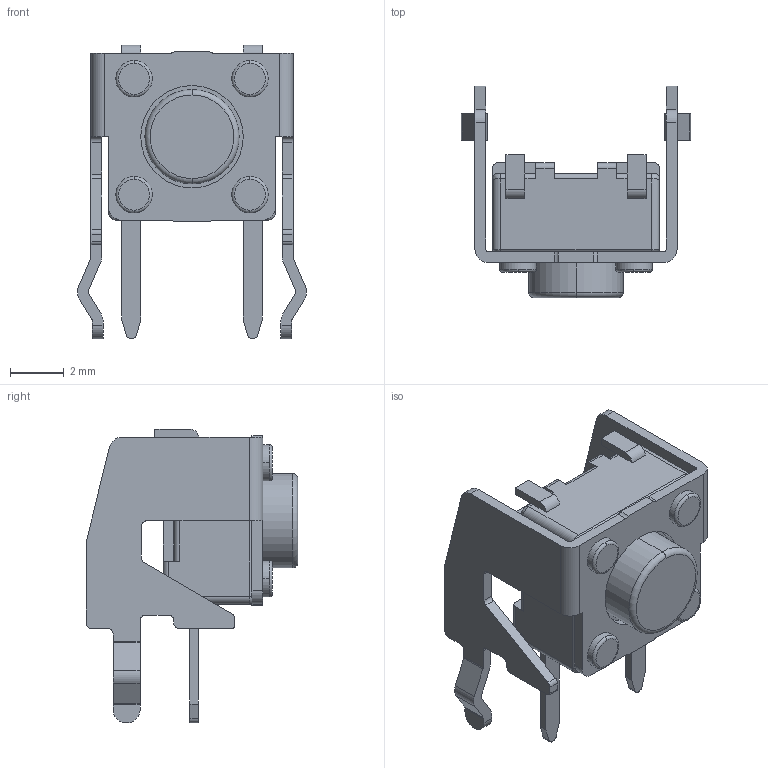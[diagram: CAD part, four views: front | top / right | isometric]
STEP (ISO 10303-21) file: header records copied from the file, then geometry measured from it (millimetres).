
FILE_DESCRIPTION (( 'STEP AP214' ), '1' );
FILE_NAME ('SKHH°L(3.85_type).STEP', '2020-09-10T08:15:06', ( '' ), ( '' ), 'SwSTEP 2.0', 'SolidWorks 2019', '' );
FILE_SCHEMA (( 'AUTOMOTIVE_DESIGN' ));
Length unit declared in the file: millimetre
Products named in the file (1): SKHH°L(3.85_type)
Bounding box: 8.5 x 7.85 x 10.9 mm (x, y, z)
Volume: 174.4 mm3; surface area: 409.9 mm2
Topology: 2 solids, 6 shells, 267 faces, 716 edges, 470 vertices
Faces by surface type: plane 131, cylinder 118, torus 18
Entity records: 11053 total; most frequent: DIRECTION 1524, CARTESIAN_POINT 1454, ORIENTED_EDGE 1432, EDGE_CURVE 716, AXIS2_PLACEMENT_3D 540, VERTEX_POINT 470, VECTOR 444, LINE 444
